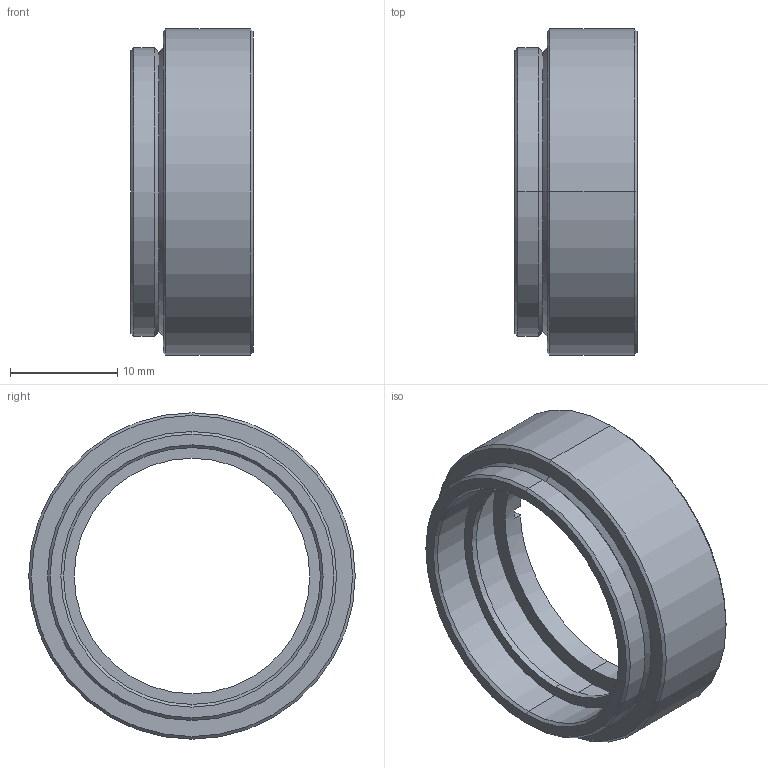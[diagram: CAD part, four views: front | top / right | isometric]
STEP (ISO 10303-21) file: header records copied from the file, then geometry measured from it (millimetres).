
FILE_DESCRIPTION (( 'STEP AP203' ), '1' );
FILE_NAME ('04LMT-1(M).STEP', '2016-03-04T09:26:12', ( '' ), ( '' ), 'SwSTEP 2.0', 'SolidWorks 2016', '' );
FILE_SCHEMA (( 'CONFIG_CONTROL_DESIGN' ));
Length unit declared in the file: millimetre
Products named in the file (1): 04LMT-1(M)
Bounding box: 11.4 x 30.5 x 30.5 mm (x, y, z)
Volume: 2358.8 mm3; surface area: 3473.2 mm2
Topology: 3 solids, 3 shells, 45 faces, 100 edges, 62 vertices
Faces by surface type: cylinder 16, plane 15, cone 14
Entity records: 1341 total; most frequent: DIRECTION 246, CARTESIAN_POINT 208, ORIENTED_EDGE 200, AXIS2_PLACEMENT_3D 100, EDGE_CURVE 100, VERTEX_POINT 62, CIRCLE 54, EDGE_LOOP 52
